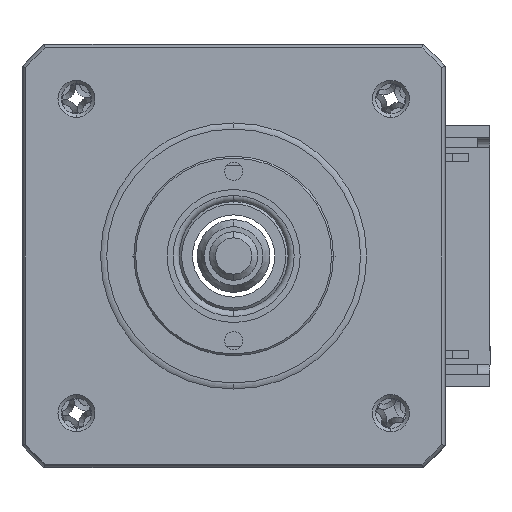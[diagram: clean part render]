
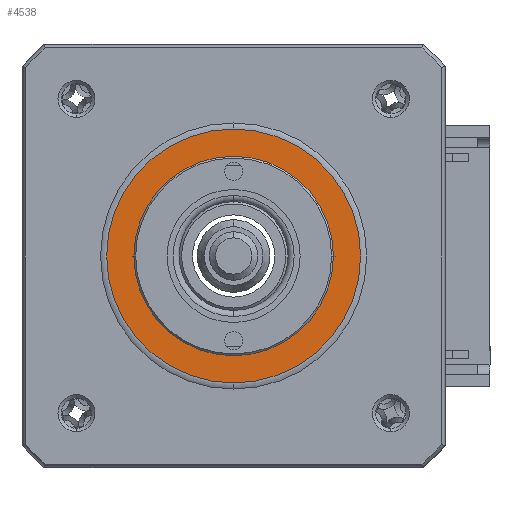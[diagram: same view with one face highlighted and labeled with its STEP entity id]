
A CAD part, left-side view. The second image highlights one B-rep face of the part: STEP entity #4538.
In plain terms, the highlighted planar face has unit normal (-1, 0, 0).
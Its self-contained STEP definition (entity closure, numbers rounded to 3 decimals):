
#66 = FACE_BOUND ( 'NONE', #6596, .T. ) ;
#468 = DIRECTION ( 'NONE',  ( 1., 0., 0. ) ) ;
#640 = CIRCLE ( 'NONE', #3564, 8.25 ) ;
#963 = CIRCLE ( 'NONE', #2853, 10.5 ) ;
#1113 = CARTESIAN_POINT ( 'NONE',  ( -18.8, 0., -8.25 ) ) ;
#1114 = ORIENTED_EDGE ( 'NONE', *, *, #5379, .T. ) ;
#1293 = VERTEX_POINT ( 'NONE', #1113 ) ;
#1399 = CARTESIAN_POINT ( 'NONE',  ( -18.8, 0., 8.25 ) ) ;
#1610 = DIRECTION ( 'NONE',  ( -1., 0., 0. ) ) ;
#2002 = VERTEX_POINT ( 'NONE', #1399 ) ;
#2009 = CARTESIAN_POINT ( 'NONE',  ( -18.8, 0., 0. ) ) ;
#2211 = DIRECTION ( 'NONE',  ( -1., 0., 0. ) ) ;
#2853 = AXIS2_PLACEMENT_3D ( 'NONE', #6663, #2211, #7398 ) ;
#3117 = ORIENTED_EDGE ( 'NONE', *, *, #9255, .T. ) ;
#3518 = PLANE ( 'NONE',  #6104 ) ;
#3540 = FACE_OUTER_BOUND ( 'NONE', #5668, .T. ) ;
#3564 = AXIS2_PLACEMENT_3D ( 'NONE', #4939, #468, #5669 ) ;
#3584 = ORIENTED_EDGE ( 'NONE', *, *, #8791, .T. ) ;
#3996 = CIRCLE ( 'NONE', #6400, 8.25 ) ;
#4265 = DIRECTION ( 'NONE',  ( 0., 0., -1. ) ) ;
#4285 = DIRECTION ( 'NONE',  ( 1., 0., 0. ) ) ;
#4538 = ADVANCED_FACE ( 'NONE', ( #66, #3540 ), #3518, .F. ) ;
#4939 = CARTESIAN_POINT ( 'NONE',  ( -18.8, 0., 0. ) ) ;
#4975 = VERTEX_POINT ( 'NONE', #7803 ) ;
#5379 = EDGE_CURVE ( 'NONE', #1293, #2002, #640, .T. ) ;
#5511 = CARTESIAN_POINT ( 'NONE',  ( -18.8, 0., 10.5 ) ) ;
#5539 = EDGE_CURVE ( 'NONE', #4975, #6330, #963, .T. ) ;
#5668 = EDGE_LOOP ( 'NONE', ( #8897, #3584 ) ) ;
#5669 = DIRECTION ( 'NONE',  ( 0., 0., -1. ) ) ;
#6066 = CARTESIAN_POINT ( 'NONE',  ( -18.8, 0., 0. ) ) ;
#6104 = AXIS2_PLACEMENT_3D ( 'NONE', #2009, #8575, #4265 ) ;
#6330 = VERTEX_POINT ( 'NONE', #5511 ) ;
#6400 = AXIS2_PLACEMENT_3D ( 'NONE', #8605, #4285, #9309 ) ;
#6596 = EDGE_LOOP ( 'NONE', ( #1114, #3117 ) ) ;
#6663 = CARTESIAN_POINT ( 'NONE',  ( -18.8, 0., 0. ) ) ;
#6774 = CIRCLE ( 'NONE', #8303, 10.5 ) ;
#6806 = DIRECTION ( 'NONE',  ( 0., 0., -1. ) ) ;
#7398 = DIRECTION ( 'NONE',  ( 0., 0., -1. ) ) ;
#7803 = CARTESIAN_POINT ( 'NONE',  ( -18.8, 0., -10.5 ) ) ;
#8303 = AXIS2_PLACEMENT_3D ( 'NONE', #6066, #1610, #6806 ) ;
#8575 = DIRECTION ( 'NONE',  ( 1., 0., 0. ) ) ;
#8605 = CARTESIAN_POINT ( 'NONE',  ( -18.8, 0., 0. ) ) ;
#8791 = EDGE_CURVE ( 'NONE', #6330, #4975, #6774, .T. ) ;
#8897 = ORIENTED_EDGE ( 'NONE', *, *, #5539, .T. ) ;
#9255 = EDGE_CURVE ( 'NONE', #2002, #1293, #3996, .T. ) ;
#9309 = DIRECTION ( 'NONE',  ( 0., 0., -1. ) ) ;
